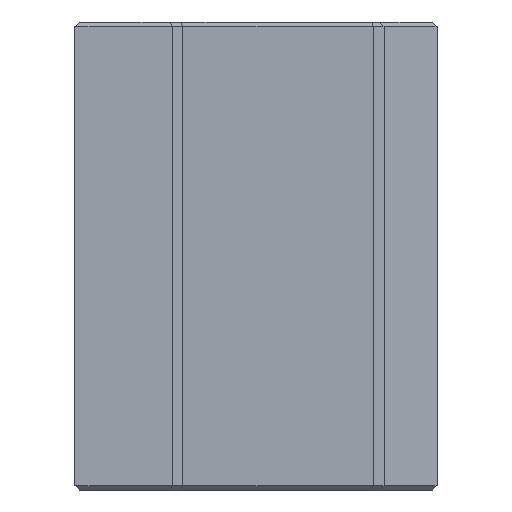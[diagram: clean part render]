
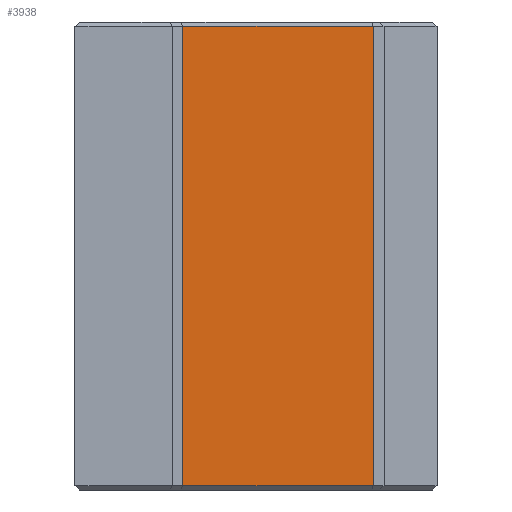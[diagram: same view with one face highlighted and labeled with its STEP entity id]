
A CAD part, left-side view. The second image highlights one B-rep face of the part: STEP entity #3938.
In plain terms, the highlighted planar face has unit normal (-1, 0, 0).
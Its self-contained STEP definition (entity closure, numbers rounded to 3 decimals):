
#41 = EDGE_CURVE ( 'NONE', #3266, #3265, #597, .T. ) ;
#43 = EDGE_CURVE ( 'NONE', #3265, #3267, #601, .T. ) ;
#44 = EDGE_CURVE ( 'NONE', #3268, #3267, #603, .T. ) ;
#45 = EDGE_CURVE ( 'NONE', #3268, #3266, #552, .T. ) ;
#552 = LINE ( 'NONE', #3469, #605 ) ;
#597 = LINE ( 'NONE', #3467, #598 ) ;
#598 = VECTOR ( 'NONE', #3468, 1000. ) ;
#601 = LINE ( 'NONE', #3471, #602 ) ;
#602 = VECTOR ( 'NONE', #3472, 1000. ) ;
#603 = LINE ( 'NONE', #3473, #604 ) ;
#604 = VECTOR ( 'NONE', #3474, 1000. ) ;
#605 = VECTOR ( 'NONE', #3476, 1000. ) ;
#1335 = CARTESIAN_POINT ( 'NONE',  ( -25.796, 8.796, -26. ) ) ;
#1336 = CARTESIAN_POINT ( 'NONE',  ( -25.796, 8.796, 26. ) ) ;
#1337 = CARTESIAN_POINT ( 'NONE',  ( -25.796, -12.796, -26. ) ) ;
#1338 = CARTESIAN_POINT ( 'NONE',  ( -25.796, -12.796, 26. ) ) ;
#1803 = PLANE ( 'NONE',  #2108 ) ;
#1806 = CARTESIAN_POINT ( 'NONE',  ( -25.796, 8.796, 26.5 ) ) ;
#1812 = DIRECTION ( 'NONE',  ( 1., 0., 0. ) ) ;
#1813 = DIRECTION ( 'NONE',  ( 0., 0., -1. ) ) ;
#2108 = AXIS2_PLACEMENT_3D ( 'NONE', #1806, #1812, #1813 ) ;
#2384 = FACE_OUTER_BOUND ( 'NONE', #2743, .T. ) ;
#2743 = EDGE_LOOP ( 'NONE', ( #2946, #2947, #2948, #2949 ) ) ;
#2946 = ORIENTED_EDGE ( 'NONE', *, *, #41, .T. ) ;
#2947 = ORIENTED_EDGE ( 'NONE', *, *, #43, .T. ) ;
#2948 = ORIENTED_EDGE ( 'NONE', *, *, #44, .F. ) ;
#2949 = ORIENTED_EDGE ( 'NONE', *, *, #45, .T. ) ;
#3265 = VERTEX_POINT ( 'NONE', #1335 ) ;
#3266 = VERTEX_POINT ( 'NONE', #1336 ) ;
#3267 = VERTEX_POINT ( 'NONE', #1337 ) ;
#3268 = VERTEX_POINT ( 'NONE', #1338 ) ;
#3467 = CARTESIAN_POINT ( 'NONE',  ( -25.796, 8.796, 26.5 ) ) ;
#3468 = DIRECTION ( 'NONE',  ( 0., 0., -1. ) ) ;
#3469 = CARTESIAN_POINT ( 'NONE',  ( -25.796, 8.796, 26. ) ) ;
#3471 = CARTESIAN_POINT ( 'NONE',  ( -25.796, 8.796, -26. ) ) ;
#3472 = DIRECTION ( 'NONE',  ( 0., -1., 0. ) ) ;
#3473 = CARTESIAN_POINT ( 'NONE',  ( -25.796, -12.796, 26.5 ) ) ;
#3474 = DIRECTION ( 'NONE',  ( 0., 0., -1. ) ) ;
#3476 = DIRECTION ( 'NONE',  ( 0., 1., 0. ) ) ;
#3938 = ADVANCED_FACE ( 'NONE', ( #2384 ), #1803, .F. ) ;
